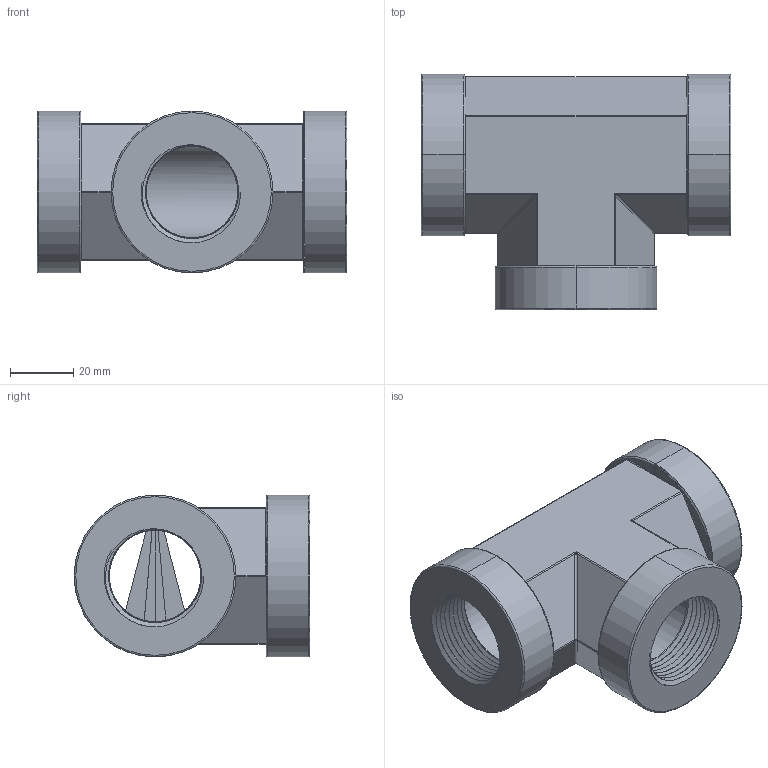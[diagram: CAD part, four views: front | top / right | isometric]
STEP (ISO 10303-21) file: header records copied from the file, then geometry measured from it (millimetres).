
FILE_DESCRIPTION((''),'2;1');
FILE_NAME('001_H-STA_MASTER','2025-07-07T15:50:49',('Administrator'),(''),'CREO PARAMETRIC BY PTC INC, 2020184','CREO PARAMETRIC BY PTC INC, 2020184','');
FILE_SCHEMA(('AUTOMOTIVE_DESIGN { 1 0 10303 214 1 1 1 1 }'));
Length unit declared in the file: millimetre
Products named in the file (1): 001_H-STA_MASTER
Bounding box: 97.6 x 74.3 x 51 mm (x, y, z)
Surface area: 37054.7 mm2 (no closed solid volume)
Topology: 0 solids, 1 shells, 169 faces, 438 edges, 277 vertices
Faces by surface type: cylinder 48, cone 42, bspline 28, plane 27, torus 24
Entity records: 23004 total; most frequent: CARTESIAN_POINT 17710, ORIENTED_EDGE 854, DIRECTION 699, PRESENTATION_STYLE_ASSIGNMENT 439, STYLED_ITEM 439, CURVE_STYLE 438, EDGE_CURVE 427, AXIS2_PLACEMENT_3D 264
